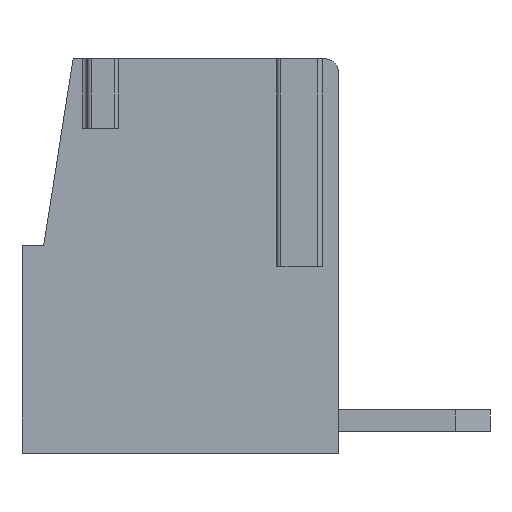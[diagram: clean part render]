
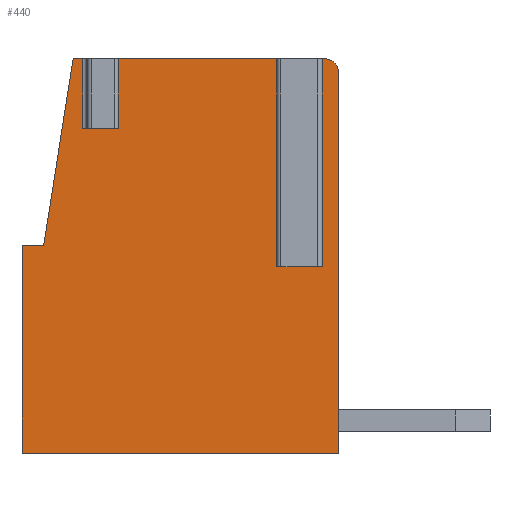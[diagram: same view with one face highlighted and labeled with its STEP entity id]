
A CAD part, left-side view. The second image highlights one B-rep face of the part: STEP entity #440.
In plain terms, the highlighted planar face has unit normal (-1, 0, 0).
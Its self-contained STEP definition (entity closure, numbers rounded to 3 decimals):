
#440 = ADVANCED_FACE( 'F386', ( #980 ), #981, .F. );
#980 = FACE_OUTER_BOUND( '', #1638, .T. );
#981 = PLANE( '', #1639 );
#1638 = EDGE_LOOP( '', ( #2799, #2800, #2801, #2802, #2803, #2804, #2805, #2806, #2807, #2808, #2809, #2810, #2811, #2812, #2813 ) );
#1639 = AXIS2_PLACEMENT_3D( '', #2814, #2815, #2816 );
#2799 = ORIENTED_EDGE( '', *, *, #4255, .F. );
#2800 = ORIENTED_EDGE( '', *, *, #4552, .T. );
#2801 = ORIENTED_EDGE( '', *, *, #4175, .F. );
#2802 = ORIENTED_EDGE( '', *, *, #4553, .F. );
#2803 = ORIENTED_EDGE( '', *, *, #4248, .F. );
#2804 = ORIENTED_EDGE( '', *, *, #4554, .T. );
#2805 = ORIENTED_EDGE( '', *, *, #4143, .F. );
#2806 = ORIENTED_EDGE( '', *, *, #4258, .F. );
#2807 = ORIENTED_EDGE( '', *, *, #4240, .F. );
#2808 = ORIENTED_EDGE( '', *, *, #4276, .F. );
#2809 = ORIENTED_EDGE( '', *, *, #4555, .F. );
#2810 = ORIENTED_EDGE( '', *, *, #4556, .F. );
#2811 = ORIENTED_EDGE( '', *, *, #4557, .T. );
#2812 = ORIENTED_EDGE( '', *, *, #4456, .F. );
#2813 = ORIENTED_EDGE( '', *, *, #4558, .T. );
#2814 = CARTESIAN_POINT( '', ( -1.905, -3.5, 0. ) );
#2815 = DIRECTION( '', ( 1., 0., 0. ) );
#2816 = DIRECTION( '', ( 0., 1., 0. ) );
#4143 = EDGE_CURVE( '', #4974, #4976, #4977, .T. );
#4175 = EDGE_CURVE( '', #5032, #5035, #5036, .T. );
#4240 = EDGE_CURVE( '', #5149, #5151, #5152, .T. );
#4248 = EDGE_CURVE( '', #5165, #5167, #5168, .T. );
#4255 = EDGE_CURVE( '', #5178, #5180, #5181, .T. );
#4258 = EDGE_CURVE( '', #5151, #4974, #5184, .T. );
#4276 = EDGE_CURVE( '', #5208, #5149, #5210, .T. );
#4456 = EDGE_CURVE( '', #5512, #5514, #5515, .T. );
#4552 = EDGE_CURVE( '', #5178, #5035, #5666, .T. );
#4553 = EDGE_CURVE( '', #5167, #5032, #5667, .T. );
#4554 = EDGE_CURVE( '', #5165, #4976, #5668, .T. );
#4555 = EDGE_CURVE( '', #5669, #5208, #5670, .T. );
#4556 = EDGE_CURVE( '', #5671, #5669, #5672, .T. );
#4557 = EDGE_CURVE( '', #5671, #5514, #5673, .T. );
#4558 = EDGE_CURVE( '', #5512, #5180, #5674, .T. );
#4974 = VERTEX_POINT( '', #6198 );
#4976 = VERTEX_POINT( '', #6200 );
#4977 = LINE( '', #6201, #6202 );
#5032 = VERTEX_POINT( '', #6277 );
#5035 = VERTEX_POINT( '', #6280 );
#5036 = LINE( '', #6281, #6282 );
#5149 = VERTEX_POINT( '', #6434 );
#5151 = VERTEX_POINT( '', #6437 );
#5152 = LINE( '', #6438, #6439 );
#5165 = VERTEX_POINT( '', #6455 );
#5167 = VERTEX_POINT( '', #6457 );
#5168 = LINE( '', #6458, #6459 );
#5178 = VERTEX_POINT( '', #6471 );
#5180 = VERTEX_POINT( '', #6473 );
#5181 = LINE( '', #6474, #6475 );
#5184 = LINE( '', #6479, #6480 );
#5208 = VERTEX_POINT( '', #6514 );
#5210 = LINE( '', #6517, #6518 );
#5512 = VERTEX_POINT( '', #6959 );
#5514 = VERTEX_POINT( '', #6962 );
#5515 = LINE( '', #6963, #6964 );
#5666 = LINE( '', #7185, #7186 );
#5667 = LINE( '', #7187, #7188 );
#5668 = LINE( '', #7189, #7190 );
#5669 = VERTEX_POINT( '', #7191 );
#5670 = LINE( '', #7192, #7193 );
#5671 = VERTEX_POINT( '', #7194 );
#5672 = LINE( '', #7195, #7196 );
#5673 = LINE( '', #7197, #7198 );
#5674 = CIRCLE( '', #7199, 0.3 );
#6198 = CARTESIAN_POINT( '', ( -1.905, -1.4, 7.5 ) );
#6200 = CARTESIAN_POINT( '', ( -1.905, -2.127, 7.5 ) );
#6201 = CARTESIAN_POINT( '', ( -1.905, -3.5, 7.5 ) );
#6202 = VECTOR( '', #7882, 1000. );
#6277 = CARTESIAN_POINT( '', ( -1.905, -5.973, 4.3 ) );
#6280 = CARTESIAN_POINT( '', ( -1.905, -6.827, 4.3 ) );
#6281 = CARTESIAN_POINT( '', ( -1.905, -3.5, 4.3 ) );
#6282 = VECTOR( '', #7921, 1000. );
#6434 = CARTESIAN_POINT( '', ( -1.905, -1.181, 9.1 ) );
#6437 = CARTESIAN_POINT( '', ( -1.905, -1.4, 9.1 ) );
#6438 = CARTESIAN_POINT( '', ( -1.905, -3.5, 9.1 ) );
#6439 = VECTOR( '', #8004, 1000. );
#6455 = CARTESIAN_POINT( '', ( -1.905, -2.127, 9.1 ) );
#6457 = CARTESIAN_POINT( '', ( -1.905, -5.973, 9.1 ) );
#6458 = CARTESIAN_POINT( '', ( -1.905, -3.5, 9.1 ) );
#6459 = VECTOR( '', #8020, 1000. );
#6471 = CARTESIAN_POINT( '', ( -1.905, -6.827, 9.1 ) );
#6473 = CARTESIAN_POINT( '', ( -1.905, -7., 9.1 ) );
#6474 = CARTESIAN_POINT( '', ( -1.905, -3.5, 9.1 ) );
#6475 = VECTOR( '', #8035, 1000. );
#6479 = CARTESIAN_POINT( '', ( -1.905, -1.4, 9.1 ) );
#6480 = VECTOR( '', #8037, 1000. );
#6514 = CARTESIAN_POINT( '', ( -1.905, -0.5, 4.8 ) );
#6517 = CARTESIAN_POINT( '', ( -1.905, 0.26, 0. ) );
#6518 = VECTOR( '', #8052, 1000. );
#6959 = CARTESIAN_POINT( '', ( -1.905, -7.3, 8.8 ) );
#6962 = CARTESIAN_POINT( '', ( -1.905, -7.3, 0. ) );
#6963 = CARTESIAN_POINT( '', ( -1.905, -7.3, 0. ) );
#6964 = VECTOR( '', #8229, 1000. );
#7185 = CARTESIAN_POINT( '', ( -1.905, -6.827, 9.1 ) );
#7186 = VECTOR( '', #8324, 1000. );
#7187 = CARTESIAN_POINT( '', ( -1.905, -5.973, 9.1 ) );
#7188 = VECTOR( '', #8325, 1000. );
#7189 = CARTESIAN_POINT( '', ( -1.905, -2.127, 9.1 ) );
#7190 = VECTOR( '', #8326, 1000. );
#7191 = CARTESIAN_POINT( '', ( -1.905, 0., 4.8 ) );
#7192 = CARTESIAN_POINT( '', ( -1.905, -3.5, 4.8 ) );
#7193 = VECTOR( '', #8327, 1000. );
#7194 = CARTESIAN_POINT( '', ( -1.905, 0., 0. ) );
#7195 = CARTESIAN_POINT( '', ( -1.905, 0., 0. ) );
#7196 = VECTOR( '', #8328, 1000. );
#7197 = CARTESIAN_POINT( '', ( -1.905, -3.5, 0. ) );
#7198 = VECTOR( '', #8329, 1000. );
#7199 = AXIS2_PLACEMENT_3D( '', #8330, #8331, #8332 );
#7882 = DIRECTION( '', ( 0., -1., 0. ) );
#7921 = DIRECTION( '', ( 0., -1., 0. ) );
#8004 = DIRECTION( '', ( 0., -1., 0. ) );
#8020 = DIRECTION( '', ( 0., -1., 0. ) );
#8035 = DIRECTION( '', ( 0., -1., 0. ) );
#8037 = DIRECTION( '', ( 0., 0., -1. ) );
#8052 = DIRECTION( '', ( 0., -0.156, 0.988 ) );
#8229 = DIRECTION( '', ( 0., 0., -1. ) );
#8324 = DIRECTION( '', ( 0., 0., -1. ) );
#8325 = DIRECTION( '', ( 0., 0., -1. ) );
#8326 = DIRECTION( '', ( 0., 0., -1. ) );
#8327 = DIRECTION( '', ( 0., -1., 0. ) );
#8328 = DIRECTION( '', ( 0., 0., 1. ) );
#8329 = DIRECTION( '', ( 0., -1., 0. ) );
#8330 = CARTESIAN_POINT( '', ( -1.905, -7., 8.8 ) );
#8331 = DIRECTION( '', ( -1., 0., 0. ) );
#8332 = DIRECTION( '', ( 0., 1., 0. ) );
